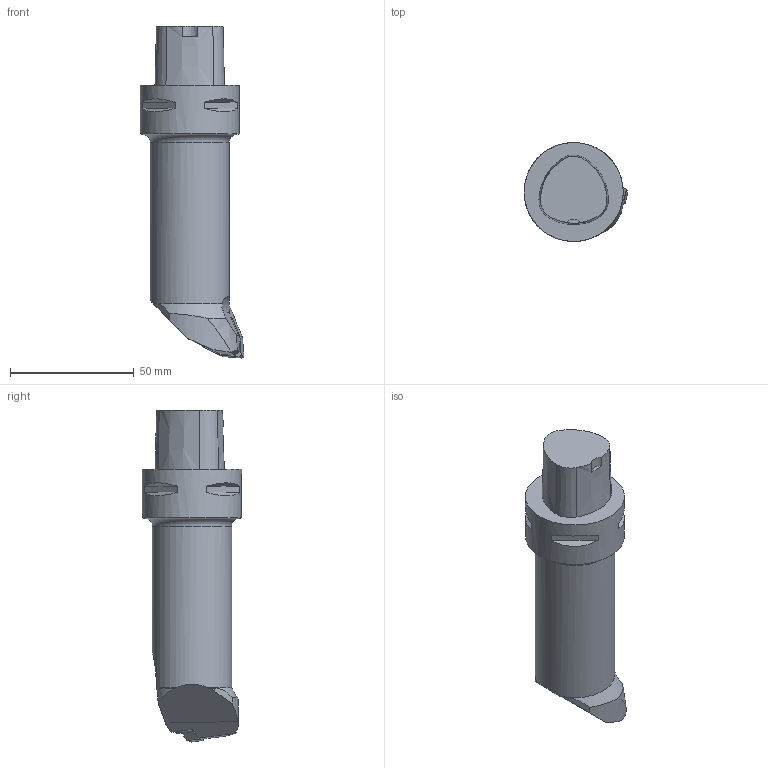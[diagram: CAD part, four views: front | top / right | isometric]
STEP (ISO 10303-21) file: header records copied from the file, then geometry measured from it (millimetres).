
FILE_DESCRIPTION(/* description */ (''),/* implementation_level */ '2;1');
FILE_NAME(/* name */ '1559888614912.stp',/* time_stamp */ '2019-06-07T11:53:46+05:00',/* author */ (''),/* organization */ ('SMS'),/* preprocessor_version */ 'ST-DEVELOPER v15',/* originating_system */ 'SIEMENS PLM Software NX 8.5',/* authorisation */ '');
FILE_SCHEMA (('AUTOMOTIVE_DESIGN { 1 0 10303 214 3 1 1 1 }'));
Length unit declared in the file: millimetre
Products named in the file (4): ASSEMBLY_CONSTRUCTION; IsoTurningInsert; 201770576mod000_00; 201770574mod000_00
Assembly tree (3 placements, depth 2):
  201770574mod000_00
    201770576mod000_00
    IsoTurningInsert
    ASSEMBLY_CONSTRUCTION
Bounding box: 41.86 x 40 x 134.02 mm (x, y, z)
Volume: 103839.5 mm3; surface area: 16160.6 mm2
Topology: 2 solids, 2 shells, 101 faces, 256 edges, 173 vertices
Faces by surface type: plane 60, cylinder 22, cone 18, torus 1
Full cylindrical faces by diameter (mm): 5.156 x1, 5.16 x1, 32 x1, 40 x1
Entity records: 3305 total; most frequent: CARTESIAN_POINT 732, DIRECTION 524, ORIENTED_EDGE 484, EDGE_CURVE 242, AXIS2_PLACEMENT_3D 195, VERTEX_POINT 160, LINE 134, VECTOR 134
